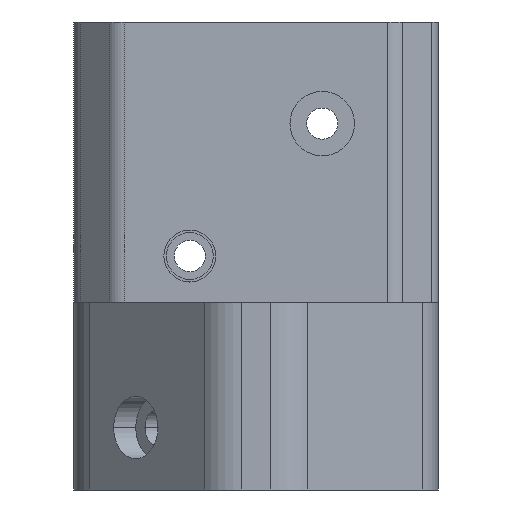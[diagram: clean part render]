
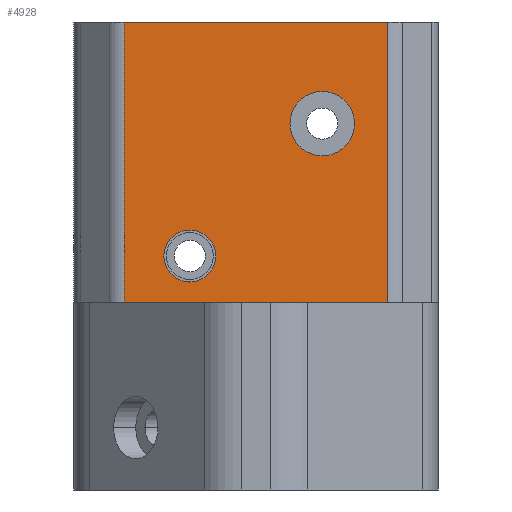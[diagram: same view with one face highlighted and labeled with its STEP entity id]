
A CAD part, left-side view. The second image highlights one B-rep face of the part: STEP entity #4928.
In plain terms, the highlighted planar face has unit normal (-1, 0, 0).
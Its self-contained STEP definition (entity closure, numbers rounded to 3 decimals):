
#60 = ORIENTED_EDGE ( 'NONE', *, *, #2677, .T. ) ;
#127 = LINE ( 'NONE', #3878, #1221 ) ;
#165 = PLANE ( 'NONE',  #1304 ) ;
#224 = ORIENTED_EDGE ( 'NONE', *, *, #570, .T. ) ;
#297 = VECTOR ( 'NONE', #1340, 1000. ) ;
#300 = DIRECTION ( 'NONE',  ( 1., 0., 0. ) ) ;
#339 = EDGE_CURVE ( 'NONE', #4441, #1821, #4316, .T. ) ;
#340 = VERTEX_POINT ( 'NONE', #4063 ) ;
#489 = CIRCLE ( 'NONE', #4071, 3.1 ) ;
#556 = ORIENTED_EDGE ( 'NONE', *, *, #2245, .T. ) ;
#570 = EDGE_CURVE ( 'NONE', #3011, #2950, #127, .T. ) ;
#605 = EDGE_CURVE ( 'NONE', #2950, #1905, #4862, .T. ) ;
#613 = ORIENTED_EDGE ( 'NONE', *, *, #1488, .T. ) ;
#695 = CARTESIAN_POINT ( 'NONE',  ( -16.5, -3.265, 35.23 ) ) ;
#975 = CARTESIAN_POINT ( 'NONE',  ( -16.5, 12.672, 45. ) ) ;
#1056 = ORIENTED_EDGE ( 'NONE', *, *, #2988, .T. ) ;
#1078 = FACE_BOUND ( 'NONE', #2715, .T. ) ;
#1191 = DIRECTION ( 'NONE',  ( 0., -1., 0. ) ) ;
#1219 = AXIS2_PLACEMENT_3D ( 'NONE', #4593, #1978, #5056 ) ;
#1221 = VECTOR ( 'NONE', #4769, 1000. ) ;
#1253 = VECTOR ( 'NONE', #1833, 1000. ) ;
#1304 = AXIS2_PLACEMENT_3D ( 'NONE', #2414, #5044, #3282 ) ;
#1340 = DIRECTION ( 'NONE',  ( 0., 0., -1. ) ) ;
#1475 = DIRECTION ( 'NONE',  ( 1., 0., 0. ) ) ;
#1488 = EDGE_CURVE ( 'NONE', #5740, #3198, #1507, .T. ) ;
#1507 = LINE ( 'NONE', #2222, #297 ) ;
#1761 = EDGE_LOOP ( 'NONE', ( #5604, #4950, #4070, #613, #556, #224 ) ) ;
#1801 = EDGE_CURVE ( 'NONE', #340, #5740, #4060, .T. ) ;
#1821 = VERTEX_POINT ( 'NONE', #695 ) ;
#1833 = DIRECTION ( 'NONE',  ( 0., 0., 1. ) ) ;
#1905 = VERTEX_POINT ( 'NONE', #5687 ) ;
#1941 = CARTESIAN_POINT ( 'NONE',  ( -16.5, 6.365, 22.5 ) ) ;
#1959 = CARTESIAN_POINT ( 'NONE',  ( -16.5, 10.674, 18. ) ) ;
#1976 = CARTESIAN_POINT ( 'NONE',  ( -16.5, 6.365, 25. ) ) ;
#1978 = DIRECTION ( 'NONE',  ( 1., 0., 0. ) ) ;
#2062 = CARTESIAN_POINT ( 'NONE',  ( -16.5, -13.5, 45. ) ) ;
#2103 = EDGE_CURVE ( 'NONE', #1905, #340, #3574, .T. ) ;
#2127 = VECTOR ( 'NONE', #5237, 1000. ) ;
#2222 = CARTESIAN_POINT ( 'NONE',  ( -16.5, 12.672, 18. ) ) ;
#2245 = EDGE_CURVE ( 'NONE', #3198, #3011, #2911, .T. ) ;
#2381 = DIRECTION ( 'NONE',  ( 0., 0., -1. ) ) ;
#2414 = CARTESIAN_POINT ( 'NONE',  ( -16.5, 13.5, 18. ) ) ;
#2515 = CARTESIAN_POINT ( 'NONE',  ( -16.5, 13.5, 0. ) ) ;
#2551 = FACE_OUTER_BOUND ( 'NONE', #1761, .T. ) ;
#2614 = CARTESIAN_POINT ( 'NONE',  ( -16.5, -13.5, 18. ) ) ;
#2647 = VECTOR ( 'NONE', #5127, 1000. ) ;
#2677 = EDGE_CURVE ( 'NONE', #1821, #4441, #489, .T. ) ;
#2715 = EDGE_LOOP ( 'NONE', ( #60, #5061 ) ) ;
#2728 = ORIENTED_EDGE ( 'NONE', *, *, #3213, .T. ) ;
#2911 = LINE ( 'NONE', #2515, #4053 ) ;
#2950 = VERTEX_POINT ( 'NONE', #1959 ) ;
#2988 = EDGE_CURVE ( 'NONE', #4623, #3730, #4964, .T. ) ;
#2994 = CARTESIAN_POINT ( 'NONE',  ( -16.5, -6.365, 35.23 ) ) ;
#3011 = VERTEX_POINT ( 'NONE', #4155 ) ;
#3198 = VERTEX_POINT ( 'NONE', #3405 ) ;
#3213 = EDGE_CURVE ( 'NONE', #3730, #4623, #4758, .T. ) ;
#3265 = AXIS2_PLACEMENT_3D ( 'NONE', #4098, #1475, #4547 ) ;
#3282 = DIRECTION ( 'NONE',  ( 0., 0., -1. ) ) ;
#3405 = CARTESIAN_POINT ( 'NONE',  ( -16.5, 12.672, 0. ) ) ;
#3419 = DIRECTION ( 'NONE',  ( 0., 1., 0. ) ) ;
#3531 = CARTESIAN_POINT ( 'NONE',  ( -16.5, 6.365, 20. ) ) ;
#3574 = LINE ( 'NONE', #4901, #1253 ) ;
#3730 = VERTEX_POINT ( 'NONE', #1976 ) ;
#3878 = CARTESIAN_POINT ( 'NONE',  ( -16.5, 10.674, 18. ) ) ;
#4053 = VECTOR ( 'NONE', #1191, 1000. ) ;
#4060 = LINE ( 'NONE', #2062, #2647 ) ;
#4063 = CARTESIAN_POINT ( 'NONE',  ( -16.5, -12.672, 45. ) ) ;
#4070 = ORIENTED_EDGE ( 'NONE', *, *, #1801, .T. ) ;
#4071 = AXIS2_PLACEMENT_3D ( 'NONE', #2994, #300, #3419 ) ;
#4098 = CARTESIAN_POINT ( 'NONE',  ( -16.5, -6.365, 35.23 ) ) ;
#4155 = CARTESIAN_POINT ( 'NONE',  ( -16.5, 10.674, 0. ) ) ;
#4316 = CIRCLE ( 'NONE', #3265, 3.1 ) ;
#4346 = CARTESIAN_POINT ( 'NONE',  ( -16.5, -9.465, 35.23 ) ) ;
#4441 = VERTEX_POINT ( 'NONE', #4346 ) ;
#4547 = DIRECTION ( 'NONE',  ( 0., 1., 0. ) ) ;
#4593 = CARTESIAN_POINT ( 'NONE',  ( -16.5, 6.365, 22.5 ) ) ;
#4623 = VERTEX_POINT ( 'NONE', #3531 ) ;
#4758 = CIRCLE ( 'NONE', #5050, 2.5 ) ;
#4769 = DIRECTION ( 'NONE',  ( 0., 0., 1. ) ) ;
#4862 = LINE ( 'NONE', #2614, #2127 ) ;
#4901 = CARTESIAN_POINT ( 'NONE',  ( -16.5, -12.672, 18. ) ) ;
#4928 = ADVANCED_FACE ( 'NONE', ( #5763, #1078, #2551 ), #165, .F. ) ;
#4950 = ORIENTED_EDGE ( 'NONE', *, *, #2103, .T. ) ;
#4964 = CIRCLE ( 'NONE', #1219, 2.5 ) ;
#5009 = DIRECTION ( 'NONE',  ( 1., 0., 0. ) ) ;
#5044 = DIRECTION ( 'NONE',  ( 1., 0., 0. ) ) ;
#5050 = AXIS2_PLACEMENT_3D ( 'NONE', #1941, #5009, #2381 ) ;
#5056 = DIRECTION ( 'NONE',  ( 0., 0., -1. ) ) ;
#5061 = ORIENTED_EDGE ( 'NONE', *, *, #339, .T. ) ;
#5127 = DIRECTION ( 'NONE',  ( 0., 1., 0. ) ) ;
#5202 = EDGE_LOOP ( 'NONE', ( #1056, #2728 ) ) ;
#5237 = DIRECTION ( 'NONE',  ( 0., -1., 0. ) ) ;
#5604 = ORIENTED_EDGE ( 'NONE', *, *, #605, .T. ) ;
#5687 = CARTESIAN_POINT ( 'NONE',  ( -16.5, -12.672, 18. ) ) ;
#5740 = VERTEX_POINT ( 'NONE', #975 ) ;
#5763 = FACE_BOUND ( 'NONE', #5202, .T. ) ;
